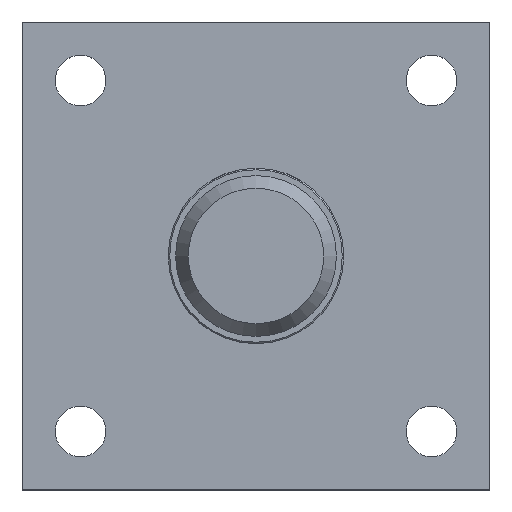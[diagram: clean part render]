
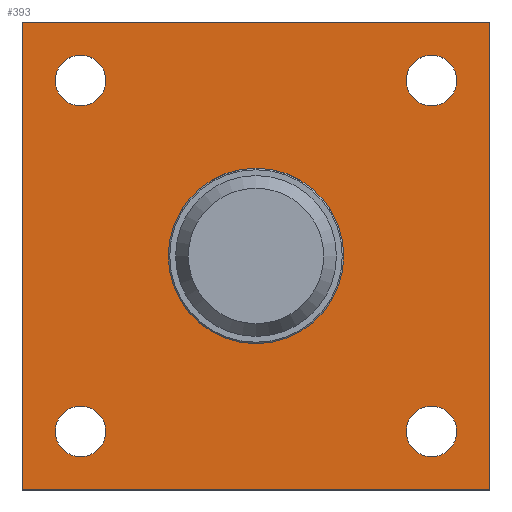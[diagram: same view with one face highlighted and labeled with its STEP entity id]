
A CAD part, top view. The second image highlights one B-rep face of the part: STEP entity #393.
In plain terms, the highlighted planar face has unit normal (0, 0, 1).
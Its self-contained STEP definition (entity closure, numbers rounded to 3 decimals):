
#73=CARTESIAN_POINT('',(-31.852,-47.044,66.553));
#74=VERTEX_POINT('',#73);
#75=CARTESIAN_POINT('',(-61.852,-47.044,66.553));
#76=DIRECTION('',(0.0,0.0,-1.0));
#77=DIRECTION('',(-1.0,0.0,0.0));
#78=AXIS2_PLACEMENT_3D('',#75,#76,#77);
#79=CIRCLE('',#78,30.0);
#80=EDGE_CURVE('',#74,#74,#79,.T.);
#199=CARTESIAN_POINT('',(-113.205,-107.044,66.553));
#200=VERTEX_POINT('',#199);
#201=CARTESIAN_POINT('',(-121.852,-107.044,66.553));
#202=DIRECTION('',(0.0,0.0,-1.0));
#203=DIRECTION('',(1.0,0.0,0.0));
#204=AXIS2_PLACEMENT_3D('',#201,#202,#203);
#205=CIRCLE('',#204,8.647);
#206=EDGE_CURVE('',#200,#200,#205,.T.);
#219=CARTESIAN_POINT('',(6.795,-107.044,66.553));
#220=VERTEX_POINT('',#219);
#221=CARTESIAN_POINT('',(-1.852,-107.044,66.553));
#222=DIRECTION('',(0.0,0.0,-1.0));
#223=DIRECTION('',(1.0,0.0,0.0));
#224=AXIS2_PLACEMENT_3D('',#221,#222,#223);
#225=CIRCLE('',#224,8.647);
#226=EDGE_CURVE('',#220,#220,#225,.T.);
#239=CARTESIAN_POINT('',(6.795,12.956,66.553));
#240=VERTEX_POINT('',#239);
#241=CARTESIAN_POINT('',(-1.852,12.956,66.553));
#242=DIRECTION('',(0.0,0.0,-1.0));
#243=DIRECTION('',(1.0,0.0,0.0));
#244=AXIS2_PLACEMENT_3D('',#241,#242,#243);
#245=CIRCLE('',#244,8.647);
#246=EDGE_CURVE('',#240,#240,#245,.T.);
#259=CARTESIAN_POINT('',(-113.205,12.956,66.553));
#260=VERTEX_POINT('',#259);
#261=CARTESIAN_POINT('',(-121.852,12.956,66.553));
#262=DIRECTION('',(0.0,0.0,-1.0));
#263=DIRECTION('',(1.0,0.0,0.0));
#264=AXIS2_PLACEMENT_3D('',#261,#262,#263);
#265=CIRCLE('',#264,8.647);
#266=EDGE_CURVE('',#260,#260,#265,.T.);
#276=CARTESIAN_POINT('',(-141.852,-127.044,66.553));
#277=VERTEX_POINT('',#276);
#278=CARTESIAN_POINT('',(-141.852,32.956,66.553));
#279=VERTEX_POINT('',#278);
#280=CARTESIAN_POINT('',(-141.852,-127.044,66.553));
#281=DIRECTION('',(0.0,1.0,0.0));
#282=VECTOR('',#281,160.0);
#283=LINE('',#280,#282);
#284=EDGE_CURVE('',#277,#279,#283,.T.);
#307=CARTESIAN_POINT('',(18.148,32.956,66.553));
#308=VERTEX_POINT('',#307);
#309=CARTESIAN_POINT('',(-141.852,32.956,66.553));
#310=DIRECTION('',(1.0,0.0,0.0));
#311=VECTOR('',#310,160.0);
#312=LINE('',#309,#311);
#313=EDGE_CURVE('',#279,#308,#312,.T.);
#331=CARTESIAN_POINT('',(18.148,-127.044,66.553));
#332=VERTEX_POINT('',#331);
#333=CARTESIAN_POINT('',(18.148,32.956,66.553));
#334=DIRECTION('',(0.0,-1.0,0.0));
#335=VECTOR('',#334,160.0);
#336=LINE('',#333,#335);
#337=EDGE_CURVE('',#308,#332,#336,.T.);
#355=CARTESIAN_POINT('',(18.148,-127.044,66.553));
#356=DIRECTION('',(-1.0,0.0,0.0));
#357=VECTOR('',#356,160.);
#358=LINE('',#355,#357);
#359=EDGE_CURVE('',#332,#277,#358,.T.);
#367=CARTESIAN_POINT('',(-61.852,-47.044,66.553));
#368=DIRECTION('',(0.0,0.0,1.0));
#369=DIRECTION('',(1.0,0.0,0.0));
#370=AXIS2_PLACEMENT_3D('',#367,#368,#369);
#371=PLANE('',#370);
#372=ORIENTED_EDGE('',*,*,#284,.F.);
#373=ORIENTED_EDGE('',*,*,#359,.F.);
#374=ORIENTED_EDGE('',*,*,#337,.F.);
#375=ORIENTED_EDGE('',*,*,#313,.F.);
#376=EDGE_LOOP('',(#372,#373,#374,#375));
#377=FACE_OUTER_BOUND('',#376,.T.);
#378=ORIENTED_EDGE('',*,*,#80,.T.);
#379=EDGE_LOOP('',(#378));
#380=FACE_BOUND('',#379,.T.);
#381=ORIENTED_EDGE('',*,*,#206,.T.);
#382=EDGE_LOOP('',(#381));
#383=FACE_BOUND('',#382,.T.);
#384=ORIENTED_EDGE('',*,*,#226,.T.);
#385=EDGE_LOOP('',(#384));
#386=FACE_BOUND('',#385,.T.);
#387=ORIENTED_EDGE('',*,*,#246,.T.);
#388=EDGE_LOOP('',(#387));
#389=FACE_BOUND('',#388,.T.);
#390=ORIENTED_EDGE('',*,*,#266,.T.);
#391=EDGE_LOOP('',(#390));
#392=FACE_BOUND('',#391,.T.);
#393=ADVANCED_FACE('',(#377,#380,#383,#386,#389,#392),#371,.T.);
